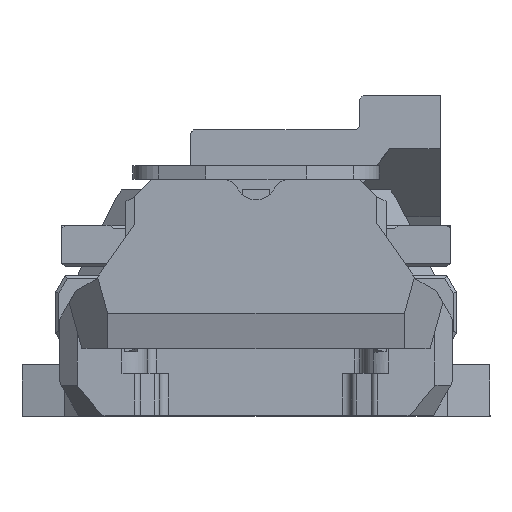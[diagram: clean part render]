
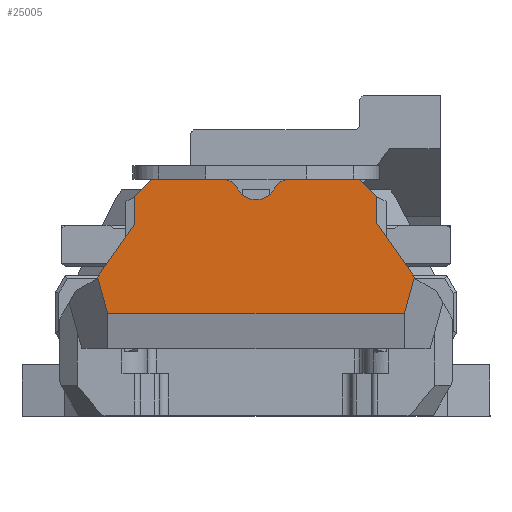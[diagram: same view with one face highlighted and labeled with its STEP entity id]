
A CAD part, top view. The second image highlights one B-rep face of the part: STEP entity #25005.
In plain terms, the highlighted planar face has unit normal (0, 0, 1).
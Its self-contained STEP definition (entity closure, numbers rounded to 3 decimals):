
#1112=CIRCLE('',#26938,2.);
#1113=CIRCLE('',#26939,2.4);
#1114=CIRCLE('',#26940,2.);
#2249=FACE_OUTER_BOUND('',#3702,.T.);
#3702=EDGE_LOOP('',(#21041,#21042,#21043,#21044,#21045,#21046,#21047,#21048,
#21049,#21050,#21051,#21052,#21053,#21054));
#6260=LINE('',#46111,#9112);
#6265=LINE('',#46121,#9117);
#6266=LINE('',#46123,#9118);
#6267=LINE('',#46125,#9119);
#6268=LINE('',#46127,#9120);
#6269=LINE('',#46135,#9121);
#6270=LINE('',#46137,#9122);
#6271=LINE('',#46139,#9123);
#6272=LINE('',#46141,#9124);
#6273=LINE('',#46143,#9125);
#6274=LINE('',#46144,#9126);
#9112=VECTOR('',#32613,10.);
#9117=VECTOR('',#32622,10.);
#9118=VECTOR('',#32623,10.);
#9119=VECTOR('',#32624,10.);
#9120=VECTOR('',#32625,10.);
#9121=VECTOR('',#32632,10.);
#9122=VECTOR('',#32633,10.);
#9123=VECTOR('',#32634,10.);
#9124=VECTOR('',#32635,10.);
#9125=VECTOR('',#32636,10.);
#9126=VECTOR('',#32637,10.);
#11590=VERTEX_POINT('',#46102);
#11594=VERTEX_POINT('',#46109);
#11597=VERTEX_POINT('',#46120);
#11598=VERTEX_POINT('',#46122);
#11599=VERTEX_POINT('',#46124);
#11600=VERTEX_POINT('',#46126);
#11601=VERTEX_POINT('',#46128);
#11602=VERTEX_POINT('',#46130);
#11603=VERTEX_POINT('',#46132);
#11604=VERTEX_POINT('',#46134);
#11605=VERTEX_POINT('',#46136);
#11606=VERTEX_POINT('',#46138);
#11607=VERTEX_POINT('',#46140);
#11608=VERTEX_POINT('',#46142);
#14855=EDGE_CURVE('',#11590,#11594,#6260,.F.);
#14860=EDGE_CURVE('',#11597,#11590,#6265,.T.);
#14861=EDGE_CURVE('',#11594,#11598,#6266,.F.);
#14862=EDGE_CURVE('',#11599,#11598,#6267,.T.);
#14863=EDGE_CURVE('',#11599,#11600,#6268,.F.);
#14864=EDGE_CURVE('',#11601,#11600,#1112,.T.);
#14865=EDGE_CURVE('',#11601,#11602,#1113,.T.);
#14866=EDGE_CURVE('',#11603,#11602,#1114,.T.);
#14867=EDGE_CURVE('',#11603,#11604,#6269,.F.);
#14868=EDGE_CURVE('',#11605,#11604,#6270,.T.);
#14869=EDGE_CURVE('',#11606,#11605,#6271,.T.);
#14870=EDGE_CURVE('',#11607,#11606,#6272,.F.);
#14871=EDGE_CURVE('',#11608,#11607,#6273,.T.);
#14872=EDGE_CURVE('',#11608,#11597,#6274,.T.);
#21041=ORIENTED_EDGE('',*,*,#14860,.T.);
#21042=ORIENTED_EDGE('',*,*,#14855,.T.);
#21043=ORIENTED_EDGE('',*,*,#14861,.T.);
#21044=ORIENTED_EDGE('',*,*,#14862,.F.);
#21045=ORIENTED_EDGE('',*,*,#14863,.T.);
#21046=ORIENTED_EDGE('',*,*,#14864,.F.);
#21047=ORIENTED_EDGE('',*,*,#14865,.T.);
#21048=ORIENTED_EDGE('',*,*,#14866,.F.);
#21049=ORIENTED_EDGE('',*,*,#14867,.T.);
#21050=ORIENTED_EDGE('',*,*,#14868,.F.);
#21051=ORIENTED_EDGE('',*,*,#14869,.F.);
#21052=ORIENTED_EDGE('',*,*,#14870,.F.);
#21053=ORIENTED_EDGE('',*,*,#14871,.F.);
#21054=ORIENTED_EDGE('',*,*,#14872,.T.);
#23704=PLANE('',#26937);
#25005=ADVANCED_FACE('',(#2249),#23704,.T.);
#26937=AXIS2_PLACEMENT_3D('',#46119,#32620,#32621);
#26938=AXIS2_PLACEMENT_3D('',#46129,#32626,#32627);
#26939=AXIS2_PLACEMENT_3D('',#46131,#32628,#32629);
#26940=AXIS2_PLACEMENT_3D('',#46133,#32630,#32631);
#32613=DIRECTION('',(0.574,-0.819,0.));
#32620=DIRECTION('center_axis',(0.,0.,1.));
#32621=DIRECTION('ref_axis',(1.,0.,0.));
#32622=DIRECTION('',(0.266,0.964,0.));
#32623=DIRECTION('',(0.,-1.,0.));
#32624=DIRECTION('',(0.707,-0.707,0.));
#32625=DIRECTION('',(1.,0.,0.));
#32626=DIRECTION('center_axis',(0.,0.,-1.));
#32627=DIRECTION('ref_axis',(-0.522,0.853,0.));
#32628=DIRECTION('center_axis',(0.,0.,-1.));
#32629=DIRECTION('ref_axis',(0.,1.,0.));
#32630=DIRECTION('center_axis',(0.,0.,-1.));
#32631=DIRECTION('ref_axis',(0.522,0.853,0.));
#32632=DIRECTION('',(1.,0.,0.));
#32633=DIRECTION('',(0.707,0.707,0.));
#32634=DIRECTION('',(0.,1.,0.));
#32635=DIRECTION('',(-0.574,-0.819,0.));
#32636=DIRECTION('',(-0.266,0.964,0.));
#32637=DIRECTION('',(1.,0.,0.));
#46102=CARTESIAN_POINT('',(18.511,26.289,75.472));
#46109=CARTESIAN_POINT('',(14.139,32.533,75.472));
#46111=CARTESIAN_POINT('',(27.62,13.281,75.472));
#46119=CARTESIAN_POINT('Origin',(-21.2,10.144,75.472));
#46120=CARTESIAN_POINT('',(17.338,22.044,75.472));
#46121=CARTESIAN_POINT('',(15.811,16.519,75.472));
#46122=CARTESIAN_POINT('',(14.139,35.72,75.472));
#46123=CARTESIAN_POINT('',(14.139,21.332,75.472));
#46124=CARTESIAN_POINT('',(12.139,37.72,75.472));
#46125=CARTESIAN_POINT('',(11.198,38.661,75.472));
#46126=CARTESIAN_POINT('',(3.919,37.72,75.472));
#46127=CARTESIAN_POINT('',(-10.6,37.72,75.472));
#46128=CARTESIAN_POINT('',(2.138,36.629,75.472));
#46129=CARTESIAN_POINT('Origin',(3.919,35.72,75.472));
#46130=CARTESIAN_POINT('',(-2.138,36.629,75.472));
#46131=CARTESIAN_POINT('Origin',(0.,37.72,
75.472));
#46132=CARTESIAN_POINT('',(-3.919,37.72,75.472));
#46133=CARTESIAN_POINT('Origin',(-3.919,35.72,75.472));
#46134=CARTESIAN_POINT('',(-12.21,37.72,75.472));
#46135=CARTESIAN_POINT('',(-10.6,37.72,75.472));
#46136=CARTESIAN_POINT('',(-14.21,35.72,75.472));
#46137=CARTESIAN_POINT('',(-21.852,28.079,75.472));
#46138=CARTESIAN_POINT('',(-14.21,32.431,75.472));
#46139=CARTESIAN_POINT('',(-14.21,21.332,75.472));
#46140=CARTESIAN_POINT('',(-18.511,26.289,75.472));
#46141=CARTESIAN_POINT('',(-27.62,13.281,75.472));
#46142=CARTESIAN_POINT('',(-17.338,22.044,75.472));
#46143=CARTESIAN_POINT('',(-15.811,16.519,75.472));
#46144=CARTESIAN_POINT('',(18.396,22.044,75.472));
